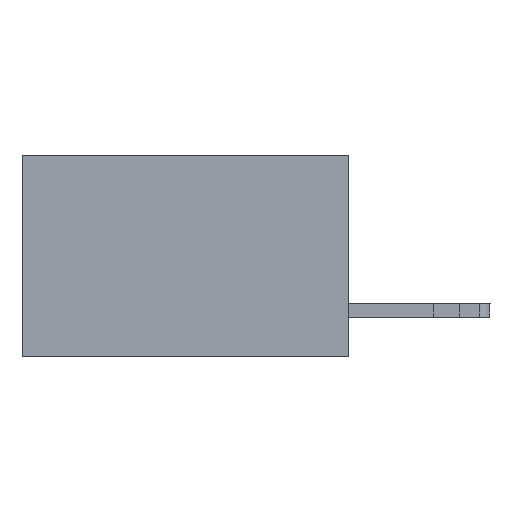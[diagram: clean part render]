
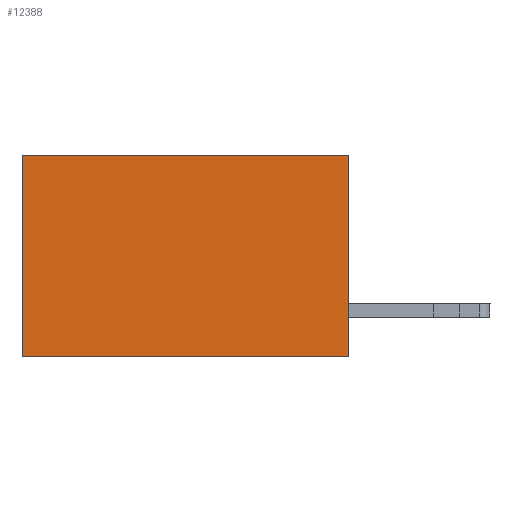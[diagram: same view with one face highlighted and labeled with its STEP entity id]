
A CAD part, left-side view. The second image highlights one B-rep face of the part: STEP entity #12388.
In plain terms, the highlighted planar face has unit normal (-1, 0, 0).
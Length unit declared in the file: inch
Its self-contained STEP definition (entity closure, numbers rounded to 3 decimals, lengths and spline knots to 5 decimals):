
#59 = EDGE_CURVE ( 'NONE', #11622, #13760, #9638, .T. ) ;
#361 = EDGE_CURVE ( 'NONE', #2927, #2000, #13936, .T. ) ;
#597 = ORIENTED_EDGE ( 'NONE', *, *, #59, .F. ) ;
#1002 = CARTESIAN_POINT ( 'NONE',  ( 0.2615, 0., -0.37 ) ) ;
#1597 = CARTESIAN_POINT ( 'NONE',  ( 0.2615, 0., -0.37 ) ) ;
#2000 = VERTEX_POINT ( 'NONE', #10325 ) ;
#2152 = FACE_OUTER_BOUND ( 'NONE', #15110, .T. ) ;
#2545 = CARTESIAN_POINT ( 'NONE',  ( 0.2615, 0., -0.37 ) ) ;
#2589 = VECTOR ( 'NONE', #11882, 39.37008 ) ;
#2757 = DIRECTION ( 'NONE',  ( 0., 0., -1. ) ) ;
#2927 = VERTEX_POINT ( 'NONE', #11944 ) ;
#3396 = DIRECTION ( 'NONE',  ( 1., 0., 0. ) ) ;
#4191 = CARTESIAN_POINT ( 'NONE',  ( 0.2615, 0.6, -0.37 ) ) ;
#5043 = VECTOR ( 'NONE', #11221, 39.37008 ) ;
#5227 = LINE ( 'NONE', #1597, #11928 ) ;
#5712 = DIRECTION ( 'NONE',  ( 0., 1., 0. ) ) ;
#5799 = PLANE ( 'NONE',  #15120 ) ;
#7929 = ORIENTED_EDGE ( 'NONE', *, *, #12778, .F. ) ;
#8032 = CARTESIAN_POINT ( 'NONE',  ( 0.2615, 0.6, -0.37 ) ) ;
#9571 = ORIENTED_EDGE ( 'NONE', *, *, #15157, .T. ) ;
#9638 = LINE ( 'NONE', #2545, #2589 ) ;
#9842 = ORIENTED_EDGE ( 'NONE', *, *, #361, .T. ) ;
#10223 = LINE ( 'NONE', #4191, #5043 ) ;
#10325 = CARTESIAN_POINT ( 'NONE',  ( 0.2615, 0.6, 0. ) ) ;
#10881 = VECTOR ( 'NONE', #5712, 39.37008 ) ;
#11221 = DIRECTION ( 'NONE',  ( 0., 0., -1. ) ) ;
#11622 = VERTEX_POINT ( 'NONE', #14130 ) ;
#11646 = DIRECTION ( 'NONE',  ( 0., 0., -1. ) ) ;
#11882 = DIRECTION ( 'NONE',  ( 0., 1., 0. ) ) ;
#11928 = VECTOR ( 'NONE', #2757, 39.37008 ) ;
#11944 = CARTESIAN_POINT ( 'NONE',  ( 0.2615, 0., 0. ) ) ;
#12388 = ADVANCED_FACE ( 'NONE', ( #2152 ), #5799, .F. ) ;
#12636 = CARTESIAN_POINT ( 'NONE',  ( 0.2615, 0., 0. ) ) ;
#12778 = EDGE_CURVE ( 'NONE', #2927, #11622, #5227, .T. ) ;
#13760 = VERTEX_POINT ( 'NONE', #8032 ) ;
#13936 = LINE ( 'NONE', #12636, #10881 ) ;
#14130 = CARTESIAN_POINT ( 'NONE',  ( 0.2615, 0., -0.37 ) ) ;
#15110 = EDGE_LOOP ( 'NONE', ( #9571, #597, #7929, #9842 ) ) ;
#15120 = AXIS2_PLACEMENT_3D ( 'NONE', #1002, #3396, #11646 ) ;
#15157 = EDGE_CURVE ( 'NONE', #2000, #13760, #10223, .T. ) ;
